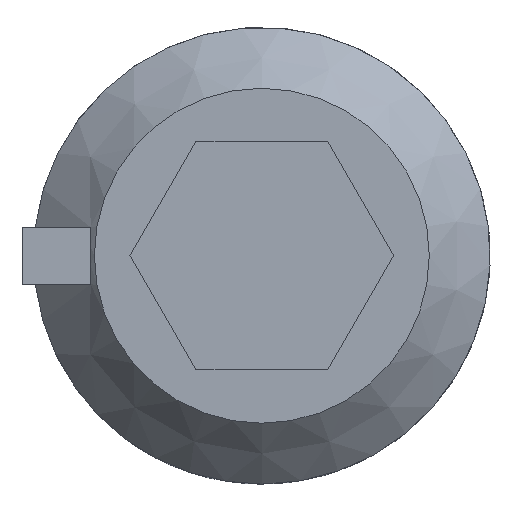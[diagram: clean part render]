
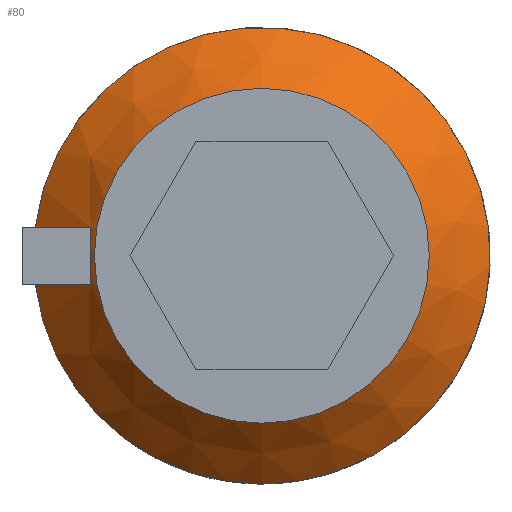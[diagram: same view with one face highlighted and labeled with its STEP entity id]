
A CAD part, left-side view. The second image highlights one B-rep face of the part: STEP entity #80.
In plain terms, the highlighted conical face has half-angle 45 degrees and reference radius 2.2 mm.
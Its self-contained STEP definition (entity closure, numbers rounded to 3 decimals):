
#80 = ADVANCED_FACE( '', ( #173, #174 ), #175, .T. );
#173 = FACE_OUTER_BOUND( '', #279, .T. );
#174 = FACE_BOUND( '', #280, .T. );
#175 = CONICAL_SURFACE( '', #281, 2.2, 0.785 );
#279 = EDGE_LOOP( '', ( #444, #445, #446, #447 ) );
#280 = EDGE_LOOP( '', ( #448 ) );
#281 = AXIS2_PLACEMENT_3D( '', #449, #450, #451 );
#444 = ORIENTED_EDGE( '', *, *, #591, .T. );
#445 = ORIENTED_EDGE( '', *, *, #641, .F. );
#446 = ORIENTED_EDGE( '', *, *, #642, .F. );
#447 = ORIENTED_EDGE( '', *, *, #643, .F. );
#448 = ORIENTED_EDGE( '', *, *, #644, .T. );
#449 = CARTESIAN_POINT( '', ( 0., 0., 0. ) );
#450 = DIRECTION( '', ( 1., 0., 0. ) );
#451 = DIRECTION( '', ( 0., 0., -1. ) );
#591 = EDGE_CURVE( '', #692, #690, #693, .T. );
#641 = EDGE_CURVE( '', #771, #690, #772, .T. );
#642 = EDGE_CURVE( '', #773, #771, #774, .T. );
#643 = EDGE_CURVE( '', #692, #773, #775, .T. );
#644 = EDGE_CURVE( '', #776, #776, #777, .T. );
#690 = VERTEX_POINT( '', #830 );
#692 = VERTEX_POINT( '', #833 );
#693 = B_SPLINE_CURVE_WITH_KNOTS( '', 3, ( #834, #835, #836, #837 ), .UNSPECIFIED., .F., .F., ( 4, 4 ), ( 0.001, 0.002 ), .UNSPECIFIED. );
#771 = VERTEX_POINT( '', #950 );
#772 = B_SPLINE_CURVE_WITH_KNOTS( '', 3, ( #951, #952, #953, #954, #955, #956 ), .UNSPECIFIED., .F., .F., ( 4, 2, 4 ), ( 0.001, 0.001, 0.002 ), .UNSPECIFIED. );
#773 = VERTEX_POINT( '', #957 );
#774 = B_SPLINE_CURVE_WITH_KNOTS( '', 3, ( #958, #959, #960, #961 ), .UNSPECIFIED., .F., .F., ( 4, 4 ), ( 0.001, 0.002 ), .UNSPECIFIED. );
#775 = CIRCLE( '', #962, 3. );
#776 = VERTEX_POINT( '', #963 );
#777 = CIRCLE( '', #964, 2.2 );
#830 = CARTESIAN_POINT( '', ( 0.081, 2.25, 0.375 ) );
#833 = CARTESIAN_POINT( '', ( 0.8, 2.976, 0.375 ) );
#834 = CARTESIAN_POINT( '', ( 0.8, 2.976, 0.375 ) );
#835 = CARTESIAN_POINT( '', ( 0.56, 2.735, 0.375 ) );
#836 = CARTESIAN_POINT( '', ( 0.32, 2.493, 0.375 ) );
#837 = CARTESIAN_POINT( '', ( 0.081, 2.25, 0.375 ) );
#950 = CARTESIAN_POINT( '', ( 0.081, 2.25, -0.375 ) );
#951 = CARTESIAN_POINT( '', ( 0.081, 2.25, -0.375 ) );
#952 = CARTESIAN_POINT( '', ( 0.061, 2.25, -0.251 ) );
#953 = CARTESIAN_POINT( '', ( 0.05, 2.25, -0.125 ) );
#954 = CARTESIAN_POINT( '', ( 0.05, 2.25, 0.126 ) );
#955 = CARTESIAN_POINT( '', ( 0.061, 2.25, 0.25 ) );
#956 = CARTESIAN_POINT( '', ( 0.081, 2.25, 0.375 ) );
#957 = CARTESIAN_POINT( '', ( 0.8, 2.976, -0.375 ) );
#958 = CARTESIAN_POINT( '', ( 0.8, 2.976, -0.375 ) );
#959 = CARTESIAN_POINT( '', ( 0.56, 2.735, -0.375 ) );
#960 = CARTESIAN_POINT( '', ( 0.32, 2.493, -0.375 ) );
#961 = CARTESIAN_POINT( '', ( 0.081, 2.25, -0.375 ) );
#962 = AXIS2_PLACEMENT_3D( '', #1069, #1070, #1071 );
#963 = CARTESIAN_POINT( '', ( 0., 0., -2.2 ) );
#964 = AXIS2_PLACEMENT_3D( '', #1072, #1073, #1074 );
#1069 = CARTESIAN_POINT( '', ( 0.8, 0., 0. ) );
#1070 = DIRECTION( '', ( 1., 0., 0. ) );
#1071 = DIRECTION( '', ( 0., 0., -1. ) );
#1072 = CARTESIAN_POINT( '', ( 0., 0., 0. ) );
#1073 = DIRECTION( '', ( 1., 0., 0. ) );
#1074 = DIRECTION( '', ( 0., 0., -1. ) );
